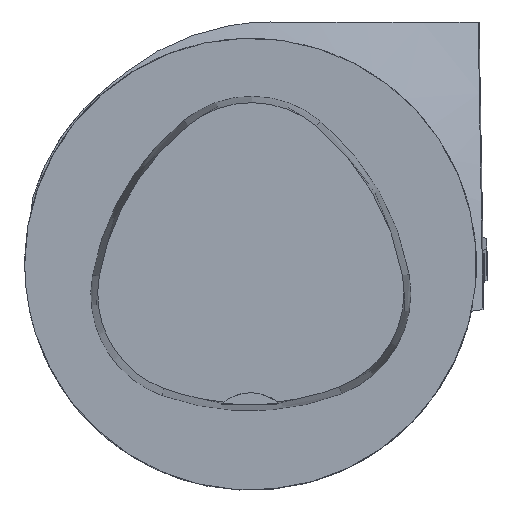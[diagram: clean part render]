
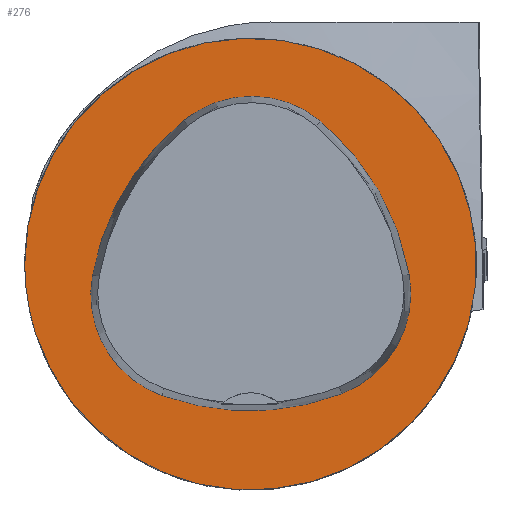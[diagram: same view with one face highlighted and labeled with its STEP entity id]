
A CAD part, top view. The second image highlights one B-rep face of the part: STEP entity #276.
In plain terms, the highlighted planar face has unit normal (0, 0, 1).
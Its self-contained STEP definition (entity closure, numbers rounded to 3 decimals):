
#132=FACE_BOUND('',#521,.T.);
#133=FACE_BOUND('',#522,.T.);
#192=CIRCLE('',#1947,31.5);
#193=CIRCLE('',#1953,36.);
#195=CIRCLE('',#1956,15.);
#197=CIRCLE('',#1959,36.);
#199=CIRCLE('',#1962,15.);
#203=CIRCLE('',#1967,36.);
#205=CIRCLE('',#1970,15.);
#276=ADVANCED_FACE('',(#132,#133),#342,.T.);
#342=PLANE('',#1975);
#521=EDGE_LOOP('',(#965,#966,#967,#968,#969,#970));
#522=EDGE_LOOP('',(#971));
#965=ORIENTED_EDGE('',*,*,#1446,.T.);
#966=ORIENTED_EDGE('',*,*,#1426,.T.);
#967=ORIENTED_EDGE('',*,*,#1430,.T.);
#968=ORIENTED_EDGE('',*,*,#1433,.T.);
#969=ORIENTED_EDGE('',*,*,#1436,.T.);
#970=ORIENTED_EDGE('',*,*,#1444,.T.);
#971=ORIENTED_EDGE('',*,*,#1417,.F.);
#1204=VERTEX_POINT('',#3129);
#1213=VERTEX_POINT('',#3148);
#1214=VERTEX_POINT('',#3149);
#1217=VERTEX_POINT('',#3157);
#1219=VERTEX_POINT('',#3163);
#1221=VERTEX_POINT('',#3169);
#1228=VERTEX_POINT('',#3190);
#1417=EDGE_CURVE('',#1204,#1204,#192,.T.);
#1426=EDGE_CURVE('',#1213,#1214,#193,.T.);
#1430=EDGE_CURVE('',#1214,#1217,#195,.T.);
#1433=EDGE_CURVE('',#1217,#1219,#197,.T.);
#1436=EDGE_CURVE('',#1219,#1221,#199,.T.);
#1444=EDGE_CURVE('',#1221,#1228,#203,.T.);
#1446=EDGE_CURVE('',#1228,#1213,#205,.T.);
#1947=AXIS2_PLACEMENT_3D('',#3128,#2362,#2363);
#1953=AXIS2_PLACEMENT_3D('',#3147,#2378,#2379);
#1956=AXIS2_PLACEMENT_3D('',#3156,#2386,#2387);
#1959=AXIS2_PLACEMENT_3D('',#3162,#2393,#2394);
#1962=AXIS2_PLACEMENT_3D('',#3168,#2400,#2401);
#1967=AXIS2_PLACEMENT_3D('',#3191,#2412,#2413);
#1970=AXIS2_PLACEMENT_3D('',#3194,#2418,#2419);
#1975=AXIS2_PLACEMENT_3D('',#3199,#2428,#2429);
#2362=DIRECTION('',(0.,0.,-1.));
#2363=DIRECTION('',(-1.,0.,0.));
#2378=DIRECTION('',(0.,0.,-1.));
#2379=DIRECTION('',(-1.,0.,0.));
#2386=DIRECTION('',(0.,0.,-1.));
#2387=DIRECTION('',(-1.,0.,0.));
#2393=DIRECTION('',(0.,0.,-1.));
#2394=DIRECTION('',(-1.,0.,0.));
#2400=DIRECTION('',(0.,0.,-1.));
#2401=DIRECTION('',(-1.,0.,0.));
#2412=DIRECTION('',(0.,0.,-1.));
#2413=DIRECTION('',(-1.,0.,0.));
#2418=DIRECTION('',(0.,0.,-1.));
#2419=DIRECTION('',(-1.,0.,0.));
#2428=DIRECTION('',(0.,0.,1.));
#2429=DIRECTION('',(1.,0.,0.));
#3128=CARTESIAN_POINT('',(0.,0.,0.));
#3129=CARTESIAN_POINT('',(-31.5,0.,0.));
#3147=CARTESIAN_POINT('',(13.398,-7.893,0.));
#3148=CARTESIAN_POINT('',(-22.041,-1.562,0.));
#3149=CARTESIAN_POINT('',(-9.317,20.036,0.));
#3156=CARTESIAN_POINT('',(0.148,8.399,0.));
#3157=CARTESIAN_POINT('',(9.779,19.898,0.));
#3162=CARTESIAN_POINT('',(-13.337,-7.7,0.));
#3163=CARTESIAN_POINT('',(22.122,-1.48,0.));
#3168=CARTESIAN_POINT('',(7.347,-4.071,0.));
#3169=CARTESIAN_POINT('',(12.693,-18.087,0.));
#3190=CARTESIAN_POINT('',(-12.373,-18.307,0.));
#3191=CARTESIAN_POINT('',(-0.137,15.55,0.));
#3194=CARTESIAN_POINT('',(-7.275,-4.2,0.));
#3199=CARTESIAN_POINT('',(0.,0.,0.));
